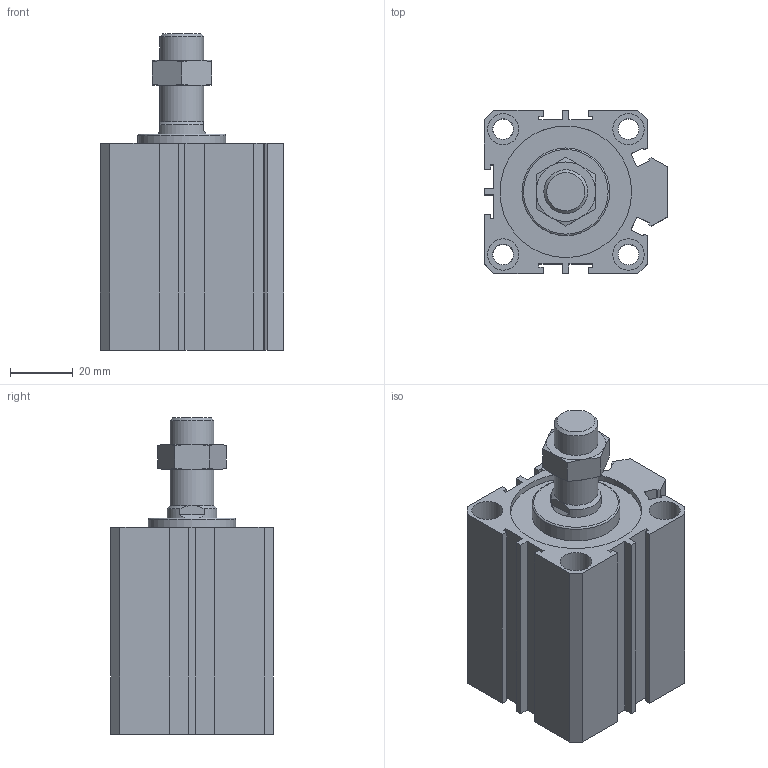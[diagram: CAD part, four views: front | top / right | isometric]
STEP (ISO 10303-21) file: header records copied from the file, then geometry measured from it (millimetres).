
FILE_DESCRIPTION(/* description */ ('STEP AP203'),/* implementation_level */ '2;1');
FILE_NAME(/* name */ 'SD40X30-S-M()(0)',/* time_stamp */ '2024-05-09T16:55:30+02:00',/* author */ ('License CC BY-ND 4.0'),/* organization */ ('CADENAS'),/* preprocessor_version */ 'ST-DEVELOPER v19.3',/* originating_system */ 'PARTsolutions',/* authorisation */ ' ');
FILE_SCHEMA (('CONFIG_CONTROL_DESIGN'));
Length unit declared in the file: millimetre
Products named in the file (3): SD40X30-S-M()(0); SD40X30-S-M()_body; SD40X30-S-M(rod0)
Assembly tree (2 placements, depth 2):
  SD40X30-S-M()(0)
    SD40X30-S-M()_body
    SD40X30-S-M(rod0)
Bounding box: 58.5 x 52 x 101 mm (x, y, z)
Volume: 134362.5 mm3; surface area: 49180.2 mm2
Topology: 2 solids, 2 shells, 159 faces, 379 edges, 242 vertices
Faces by surface type: plane 94, cylinder 39, cone 25, torus 1
Full cylindrical faces by diameter (mm): 6.5 x4, 6.647 x8, 10 x8, 14 x2, 16 x2, 28 x1, 40 x2, 42 x2
Entity records: 4455 total; most frequent: CARTESIAN_POINT 824, DIRECTION 732, ORIENTED_EDGE 672, EDGE_CURVE 336, AXIS2_PLACEMENT_3D 262, VERTEX_POINT 240, EDGE_LOOP 226, FACE_BOUND 226
